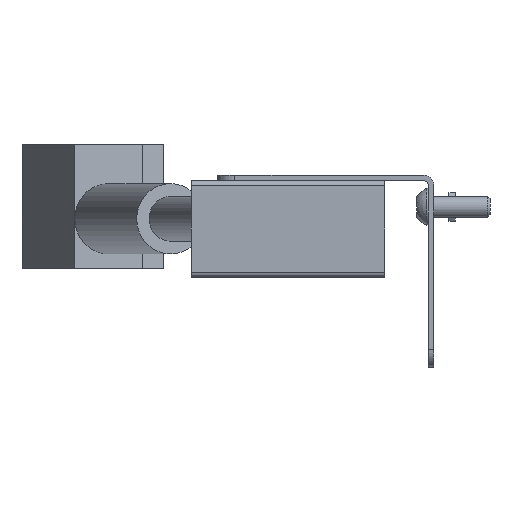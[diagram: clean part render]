
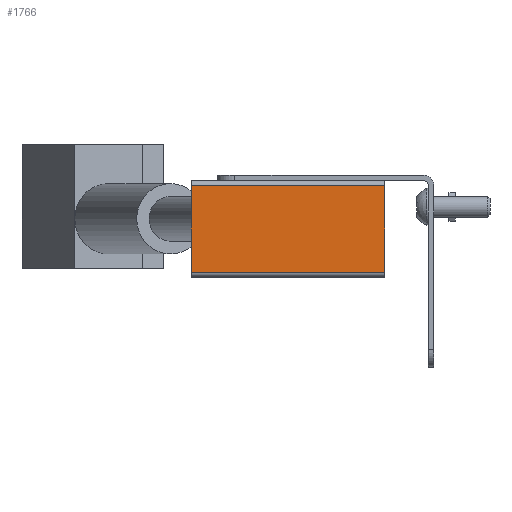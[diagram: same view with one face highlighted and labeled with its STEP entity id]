
A CAD part, left-side view. The second image highlights one B-rep face of the part: STEP entity #1766.
In plain terms, the highlighted planar face has unit normal (-1, 0, 0).
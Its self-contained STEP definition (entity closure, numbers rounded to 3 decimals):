
#119=PLANE('',#2018);
#297=LINE('',#3042,#448);
#301=LINE('',#3051,#452);
#305=LINE('',#3066,#456);
#309=LINE('',#3077,#460);
#448=VECTOR('',#2482,10.);
#452=VECTOR('',#2490,10.);
#456=VECTOR('',#2504,10.);
#460=VECTOR('',#2516,10.);
#573=FACE_OUTER_BOUND('',#698,.T.);
#698=EDGE_LOOP('',(#1615,#1616,#1617,#1618));
#920=VERTEX_POINT('',#3035);
#923=VERTEX_POINT('',#3040);
#926=VERTEX_POINT('',#3050);
#931=VERTEX_POINT('',#3062);
#1145=EDGE_CURVE('',#923,#920,#297,.T.);
#1149=EDGE_CURVE('',#920,#926,#301,.T.);
#1157=EDGE_CURVE('',#926,#931,#305,.T.);
#1163=EDGE_CURVE('',#923,#931,#309,.T.);
#1615=ORIENTED_EDGE('',*,*,#1145,.F.);
#1616=ORIENTED_EDGE('',*,*,#1163,.T.);
#1617=ORIENTED_EDGE('',*,*,#1157,.F.);
#1618=ORIENTED_EDGE('',*,*,#1149,.F.);
#1766=ADVANCED_FACE('',(#573),#119,.T.);
#2018=AXIS2_PLACEMENT_3D('',#3083,#2525,#2526);
#2482=DIRECTION('',(0.,-1.,0.));
#2490=DIRECTION('',(0.,0.,-1.));
#2504=DIRECTION('',(0.,1.,0.));
#2516=DIRECTION('',(0.,0.,-1.));
#2525=DIRECTION('center_axis',(-1.,0.,0.));
#2526=DIRECTION('ref_axis',(0.,1.,0.));
#3035=CARTESIAN_POINT('',(-122.,-74.,18.7));
#3040=CARTESIAN_POINT('',(-122.,36.,18.7));
#3042=CARTESIAN_POINT('',(-122.,-46.5,18.7));
#3050=CARTESIAN_POINT('',(-122.,-74.,-30.3));
#3051=CARTESIAN_POINT('',(-122.,-74.,21.7));
#3062=CARTESIAN_POINT('',(-122.,36.,-30.3));
#3066=CARTESIAN_POINT('',(-122.,-46.5,-30.3));
#3077=CARTESIAN_POINT('',(-122.,36.,21.7));
#3083=CARTESIAN_POINT('Origin',(-122.,-74.,21.7));
